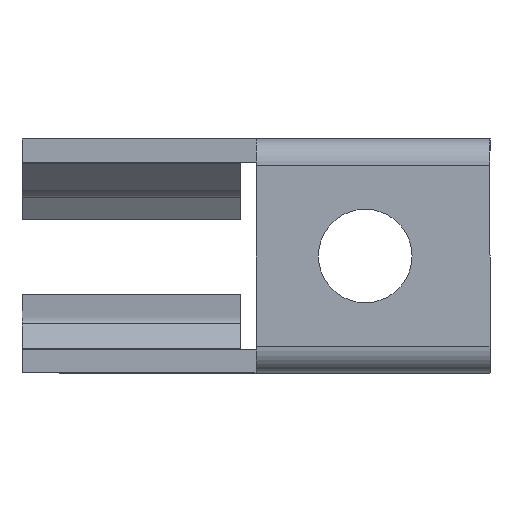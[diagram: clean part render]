
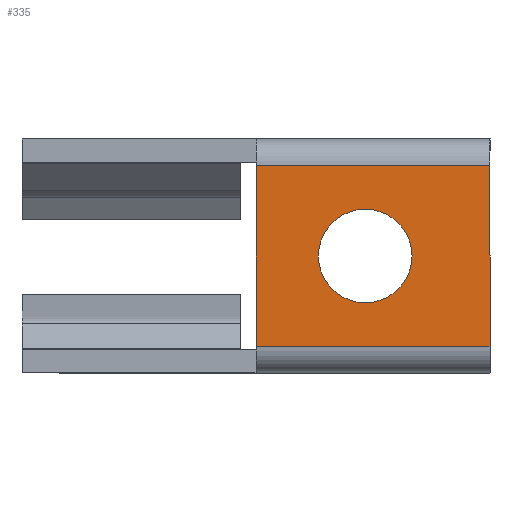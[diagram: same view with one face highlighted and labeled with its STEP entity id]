
A CAD part, front view. The second image highlights one B-rep face of the part: STEP entity #335.
In plain terms, the highlighted planar face has unit normal (0, -1, 0).
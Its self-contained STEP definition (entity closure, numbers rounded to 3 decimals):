
#35 = VERTEX_POINT ( 'NONE', #298 ) ;
#46 = DIRECTION ( 'NONE',  ( 0., -1., 0. ) ) ;
#64 = FACE_OUTER_BOUND ( 'NONE', #1477, .T. ) ;
#77 = AXIS2_PLACEMENT_3D ( 'NONE', #1373, #46, #1348 ) ;
#115 = DIRECTION ( 'NONE',  ( -1., 0., 0. ) ) ;
#120 = DIRECTION ( 'NONE',  ( 0., 0., -1. ) ) ;
#126 = ORIENTED_EDGE ( 'NONE', *, *, #1517, .T. ) ;
#134 = EDGE_CURVE ( 'NONE', #35, #291, #1675, .T. ) ;
#146 = DIRECTION ( 'NONE',  ( 0., 1., 0. ) ) ;
#209 = LINE ( 'NONE', #1669, #738 ) ;
#232 = CARTESIAN_POINT ( 'NONE',  ( 0., -0.75, -1.5 ) ) ;
#253 = CARTESIAN_POINT ( 'NONE',  ( 4., -0.75, 2.9 ) ) ;
#254 = DIRECTION ( 'NONE',  ( 1., 0., 0. ) ) ;
#291 = VERTEX_POINT ( 'NONE', #294 ) ;
#294 = CARTESIAN_POINT ( 'NONE',  ( 4., -0.75, -2.9 ) ) ;
#298 = CARTESIAN_POINT ( 'NONE',  ( -3.5, -0.75, -2.9 ) ) ;
#335 = ADVANCED_FACE ( 'NONE', ( #454, #64 ), #715, .T. ) ;
#354 = VECTOR ( 'NONE', #115, 1000. ) ;
#363 = CARTESIAN_POINT ( 'NONE',  ( -3.5, -0.75, 2.9 ) ) ;
#404 = ORIENTED_EDGE ( 'NONE', *, *, #1053, .T. ) ;
#454 = FACE_BOUND ( 'NONE', #723, .T. ) ;
#474 = VERTEX_POINT ( 'NONE', #232 ) ;
#492 = EDGE_CURVE ( 'NONE', #613, #1408, #1429, .T. ) ;
#493 = ORIENTED_EDGE ( 'NONE', *, *, #987, .T. ) ;
#536 = CARTESIAN_POINT ( 'NONE',  ( 0., -0.75, 0. ) ) ;
#598 = CIRCLE ( 'NONE', #1558, 1.5 ) ;
#613 = VERTEX_POINT ( 'NONE', #1152 ) ;
#619 = CARTESIAN_POINT ( 'NONE',  ( -11., -0.75, -2.9 ) ) ;
#653 = VECTOR ( 'NONE', #120, 1000. ) ;
#665 = CARTESIAN_POINT ( 'NONE',  ( 0., -0.75, 1.5 ) ) ;
#715 = PLANE ( 'NONE',  #77 ) ;
#723 = EDGE_LOOP ( 'NONE', ( #404, #126 ) ) ;
#738 = VECTOR ( 'NONE', #1145, 1000. ) ;
#799 = DIRECTION ( 'NONE',  ( 0., 0., 1. ) ) ;
#807 = ORIENTED_EDGE ( 'NONE', *, *, #492, .T. ) ;
#852 = ORIENTED_EDGE ( 'NONE', *, *, #1379, .F. ) ;
#875 = AXIS2_PLACEMENT_3D ( 'NONE', #536, #146, #799 ) ;
#900 = DIRECTION ( 'NONE',  ( 0., 0., 1. ) ) ;
#987 = EDGE_CURVE ( 'NONE', #1408, #35, #1140, .T. ) ;
#1033 = CARTESIAN_POINT ( 'NONE',  ( -3.5, -0.75, 3. ) ) ;
#1053 = EDGE_CURVE ( 'NONE', #1058, #474, #1338, .T. ) ;
#1058 = VERTEX_POINT ( 'NONE', #665 ) ;
#1140 = LINE ( 'NONE', #1033, #653 ) ;
#1145 = DIRECTION ( 'NONE',  ( 0., 0., -1. ) ) ;
#1152 = CARTESIAN_POINT ( 'NONE',  ( 4., -0.75, 2.9 ) ) ;
#1225 = VECTOR ( 'NONE', #254, 1000. ) ;
#1306 = CARTESIAN_POINT ( 'NONE',  ( 0., -0.75, 0. ) ) ;
#1338 = CIRCLE ( 'NONE', #875, 1.5 ) ;
#1348 = DIRECTION ( 'NONE',  ( 0., 0., -1. ) ) ;
#1373 = CARTESIAN_POINT ( 'NONE',  ( 0., -0.75, 0. ) ) ;
#1379 = EDGE_CURVE ( 'NONE', #613, #291, #209, .T. ) ;
#1408 = VERTEX_POINT ( 'NONE', #363 ) ;
#1429 = LINE ( 'NONE', #253, #354 ) ;
#1458 = ORIENTED_EDGE ( 'NONE', *, *, #134, .T. ) ;
#1477 = EDGE_LOOP ( 'NONE', ( #807, #493, #1458, #852 ) ) ;
#1517 = EDGE_CURVE ( 'NONE', #474, #1058, #598, .T. ) ;
#1558 = AXIS2_PLACEMENT_3D ( 'NONE', #1306, #1580, #900 ) ;
#1580 = DIRECTION ( 'NONE',  ( 0., 1., 0. ) ) ;
#1669 = CARTESIAN_POINT ( 'NONE',  ( 4., -0.75, -3.75 ) ) ;
#1675 = LINE ( 'NONE', #619, #1225 ) ;
